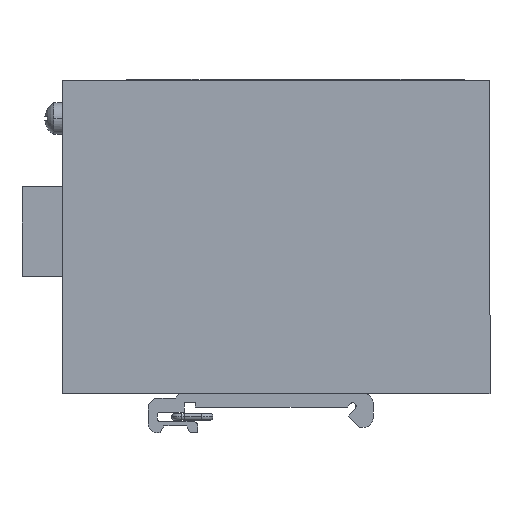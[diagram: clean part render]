
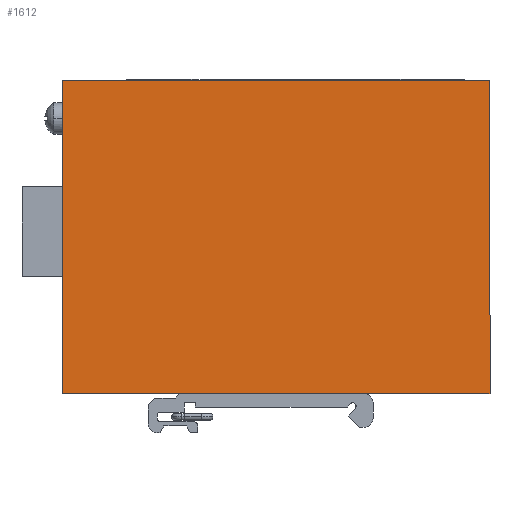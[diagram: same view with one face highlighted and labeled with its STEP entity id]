
A CAD part, left-side view. The second image highlights one B-rep face of the part: STEP entity #1612.
In plain terms, the highlighted planar face has unit normal (-1, 0, 0).
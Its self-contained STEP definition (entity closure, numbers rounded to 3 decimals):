
#1599=AXIS2_PLACEMENT_3D('Plane Axis2P3D',#1596,#1597,#1598) ;
#333=CARTESIAN_POINT('Vertex',(0.,0.,78.3)) ;
#349=CARTESIAN_POINT('Vertex',(0.,95.,78.3)) ;
#352=CARTESIAN_POINT('Line Origine',(0.,47.5,78.3)) ;
#589=CARTESIAN_POINT('Line Origine',(0.,0.,43.5)) ;
#593=CARTESIAN_POINT('Vertex',(0.,0.,8.7)) ;
#1170=CARTESIAN_POINT('Vertex',(0.,95.,8.7)) ;
#1173=CARTESIAN_POINT('Line Origine',(0.,95.,43.5)) ;
#1596=CARTESIAN_POINT('Axis2P3D Location',(0.,47.5,49.025)) ;
#1601=CARTESIAN_POINT('Line Origine',(0.,47.5,8.7)) ;
#353=DIRECTION('Vector Direction',(0.,-1.,0.)) ;
#590=DIRECTION('Vector Direction',(0.,0.,-1.)) ;
#1174=DIRECTION('Vector Direction',(0.,0.,-1.)) ;
#1597=DIRECTION('Axis2P3D Direction',(-1.,0.,0.)) ;
#1598=DIRECTION('Axis2P3D XDirection',(0.,1.,0.)) ;
#1602=DIRECTION('Vector Direction',(0.,-1.,0.)) ;
#354=VECTOR('Line Direction',#353,1.) ;
#591=VECTOR('Line Direction',#590,1.) ;
#1175=VECTOR('Line Direction',#1174,1.) ;
#1603=VECTOR('Line Direction',#1602,1.) ;
#1607=ORIENTED_EDGE('',*,*,#356,.F.) ;
#1608=ORIENTED_EDGE('',*,*,#1177,.T.) ;
#1609=ORIENTED_EDGE('',*,*,#1605,.F.) ;
#1610=ORIENTED_EDGE('',*,*,#595,.F.) ;
#1612=ADVANCED_FACE('SWITCH',(#1611),#1600,.T.) ;
#356=EDGE_CURVE('',#350,#334,#355,.T.) ;
#595=EDGE_CURVE('',#334,#594,#592,.T.) ;
#1177=EDGE_CURVE('',#350,#1171,#1176,.T.) ;
#1605=EDGE_CURVE('',#594,#1171,#1604,.F.) ;
#1606=EDGE_LOOP('',(#1607,#1608,#1609,#1610)) ;
#1611=FACE_OUTER_BOUND('',#1606,.T.) ;
#355=LINE('Line',#352,#354) ;
#592=LINE('Line',#589,#591) ;
#1176=LINE('Line',#1173,#1175) ;
#1604=LINE('Line',#1601,#1603) ;
#1600=PLANE('',#1599) ;
#334=VERTEX_POINT('',#333) ;
#350=VERTEX_POINT('',#349) ;
#594=VERTEX_POINT('',#593) ;
#1171=VERTEX_POINT('',#1170) ;
